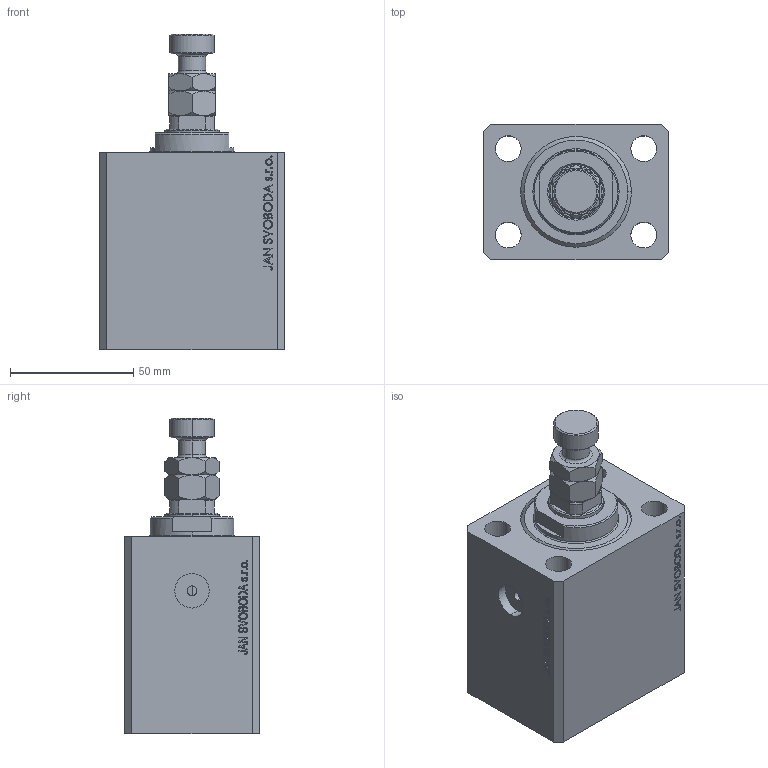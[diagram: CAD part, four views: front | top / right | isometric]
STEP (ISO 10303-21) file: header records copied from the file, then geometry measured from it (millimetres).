
FILE_DESCRIPTION (( 'STEP AP203' ), '1' );
FILE_NAME ('3eaf.STEP', '2025-05-27T12:27:16', ( '' ), ( '' ), 'SwSTEP 2.0', 'SolidWorks 2019', '' );
FILE_SCHEMA (( 'CONFIG_CONTROL_DESIGN' ));
Length unit declared in the file: millimetre
Products named in the file (5): MFA 5c78d309551f3072995fa4f3561d80bc; 3eaf; V250CE_VC_C 5c78d309551f3072995fa4f3561d80bc; V250CE_C_VCP 5c78d309551f3072995fa4f3561d80bc; V250CE_C_Body 5c78d309551f3072995fa4f3561d80bc
Assembly tree (4 placements, depth 2):
  3eaf
    V250CE_C_Body 5c78d309551f3072995fa4f3561d80bc
    V250CE_C_VCP 5c78d309551f3072995fa4f3561d80bc
    V250CE_VC_C 5c78d309551f3072995fa4f3561d80bc
    MFA 5c78d309551f3072995fa4f3561d80bc
Bounding box: 75 x 55 x 128 mm (x, y, z)
Volume: 304236.6 mm3; surface area: 67351.2 mm2
Topology: 4 solids, 4 shells, 924 faces, 2368 edges, 1555 vertices
Faces by surface type: plane 444, bspline 374, cylinder 54, cone 42, torus 10
Entity records: 46401 total; most frequent: CARTESIAN_POINT 26020, ORIENTED_EDGE 4732, DIRECTION 2812, EDGE_CURVE 2366, VERTEX_POINT 1555, LINE 1390, VECTOR 1390, EDGE_LOOP 1047
